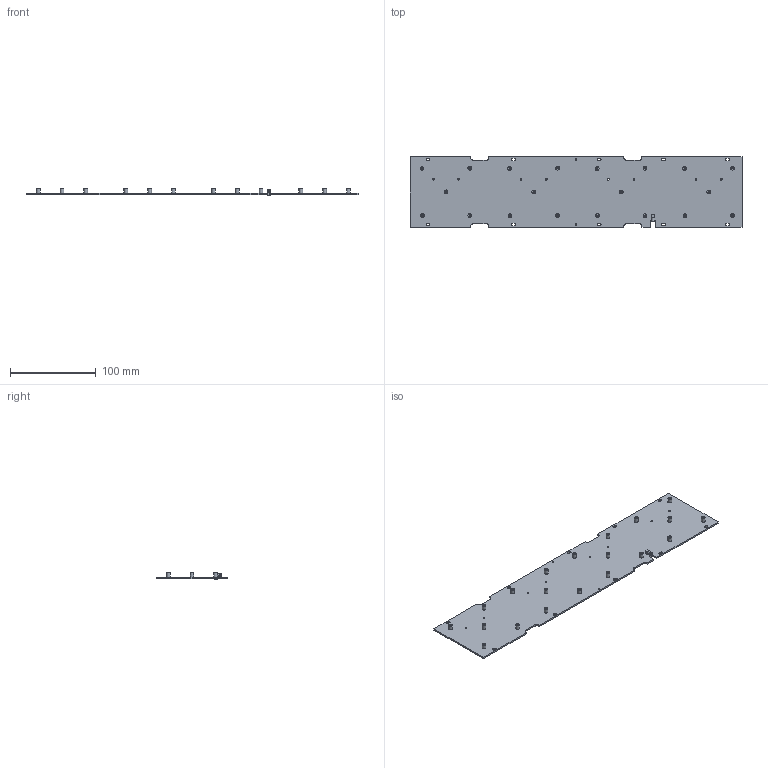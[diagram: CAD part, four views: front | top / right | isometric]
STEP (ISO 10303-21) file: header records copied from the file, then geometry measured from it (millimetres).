
FILE_DESCRIPTION(('Open CASCADE Model'),'2;1');
FILE_NAME('Open CASCADE Shape Model','2018-02-02T08:46:42',('Author'),( 'Open CASCADE'),'Open CASCADE STEP processor 6.8','Open CASCADE 6.8' ,'Unknown');
FILE_SCHEMA(('AUTOMOTIVE_DESIGN { 1 0 10303 214 1 1 1 1 }'));
Length unit declared in the file: millimetre
Products named in the file (25): PCB; Board; MT9; 9774050243R; MT10; MT6; MT18; MT16; MT20; MT19; MT15; J1; SF1212-6000-TD; MT12; MT1; MT5; MT3; MT7; MT14; MT13; MT8; MT4; MT17; MT11; MT2
Assembly tree (43 placements, depth 3):
  PCB
    Board
    MT9
      9774050243R
    MT10
      9774050243R
    MT6
      9774050243R
    MT18
      9774050243R
    MT16
      9774050243R
    MT20
      9774050243R
    MT19
      9774050243R
    MT15
      9774050243R
    J1
      SF1212-6000-TD
    MT12
      9774050243R
    MT1
      9774050243R
    MT5
      9774050243R
    MT3
      9774050243R
    MT7
      9774050243R
    MT14
      9774050243R
    MT13
      9774050243R
    MT8
      9774050243R
    MT4
      9774050243R
    MT17
      9774050243R
    MT11
      9774050243R
    MT2
      9774050243R
Bounding box: 388 x 82 x 7.42 mm (x, y, z)
Volume: 56746.1 mm3; surface area: 67704.6 mm2
Topology: 22 solids, 26 shells, 845 faces, 2285 edges, 1515 vertices
Faces by surface type: plane 684, cylinder 153, cone 6, sphere 2
Full cylindrical faces by diameter (mm): 0.76 x4, 0.84 x1, 1.567 x20, 2.1 x1, 2.2 x1, 2.8 x20, 3 x19, 4.35 x20
Entity records: 25066 total; most frequent: CARTESIAN_POINT 4370, ORIENTED_EDGE 4224, DIRECTION 3839, EDGE_CURVE 2112, LINE 1915, VECTOR 1915, VERTEX_POINT 1401, AXIS2_PLACEMENT_3D 962
